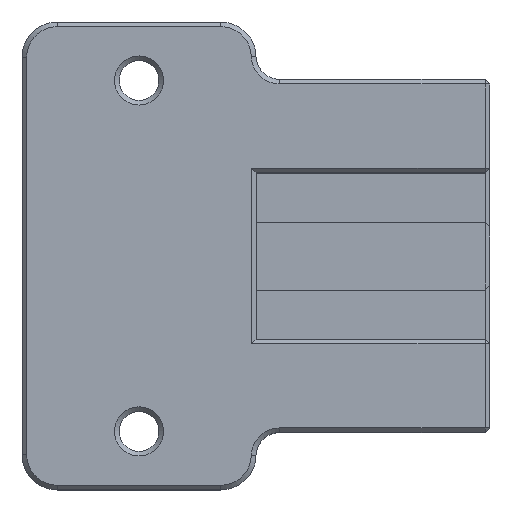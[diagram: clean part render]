
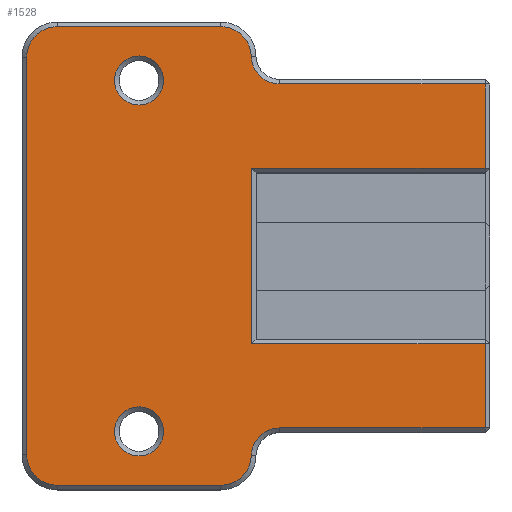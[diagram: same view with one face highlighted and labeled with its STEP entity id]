
A CAD part, top view. The second image highlights one B-rep face of the part: STEP entity #1528.
In plain terms, the highlighted planar face has unit normal (0, 0, 1).
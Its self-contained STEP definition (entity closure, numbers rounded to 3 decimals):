
#29=FACE_BOUND('',#191,.T.);
#30=FACE_BOUND('',#192,.T.);
#33=PLANE('',#1639);
#95=FACE_OUTER_BOUND('',#190,.T.);
#190=EDGE_LOOP('',(#1055,#1056,#1057,#1058,#1059,#1060,#1061,#1062,#1063,
#1064,#1065,#1066,#1067,#1068,#1069,#1070));
#191=EDGE_LOOP('',(#1071));
#192=EDGE_LOOP('',(#1072));
#289=LINE('',#2250,#468);
#290=LINE('',#2252,#469);
#291=LINE('',#2254,#470);
#292=LINE('',#2260,#471);
#293=LINE('',#2264,#472);
#294=LINE('',#2268,#473);
#295=LINE('',#2274,#474);
#296=LINE('',#2276,#475);
#297=LINE('',#2278,#476);
#298=LINE('',#2279,#477);
#468=VECTOR('',#1788,10.);
#469=VECTOR('',#1789,10.);
#470=VECTOR('',#1790,10.);
#471=VECTOR('',#1795,10.);
#472=VECTOR('',#1798,10.);
#473=VECTOR('',#1801,10.);
#474=VECTOR('',#1806,10.);
#475=VECTOR('',#1807,10.);
#476=VECTOR('',#1808,10.);
#477=VECTOR('',#1809,10.);
#646=CIRCLE('',#1637,2.1);
#648=CIRCLE('',#1640,2.4);
#649=CIRCLE('',#1641,2.6);
#650=CIRCLE('',#1642,2.6);
#651=CIRCLE('',#1643,2.6);
#652=CIRCLE('',#1644,2.6);
#653=CIRCLE('',#1645,2.4);
#654=CIRCLE('',#1646,2.1);
#692=VERTEX_POINT('',#2242);
#694=VERTEX_POINT('',#2248);
#695=VERTEX_POINT('',#2249);
#696=VERTEX_POINT('',#2251);
#697=VERTEX_POINT('',#2253);
#698=VERTEX_POINT('',#2255);
#699=VERTEX_POINT('',#2257);
#700=VERTEX_POINT('',#2259);
#701=VERTEX_POINT('',#2261);
#702=VERTEX_POINT('',#2263);
#703=VERTEX_POINT('',#2265);
#704=VERTEX_POINT('',#2267);
#705=VERTEX_POINT('',#2269);
#706=VERTEX_POINT('',#2271);
#707=VERTEX_POINT('',#2273);
#708=VERTEX_POINT('',#2275);
#709=VERTEX_POINT('',#2277);
#710=VERTEX_POINT('',#2280);
#824=EDGE_CURVE('',#692,#692,#646,.T.);
#827=EDGE_CURVE('',#694,#695,#289,.T.);
#828=EDGE_CURVE('',#696,#694,#290,.T.);
#829=EDGE_CURVE('',#697,#696,#291,.T.);
#830=EDGE_CURVE('',#698,#697,#648,.T.);
#831=EDGE_CURVE('',#699,#698,#649,.T.);
#832=EDGE_CURVE('',#700,#699,#292,.T.);
#833=EDGE_CURVE('',#701,#700,#650,.T.);
#834=EDGE_CURVE('',#702,#701,#293,.T.);
#835=EDGE_CURVE('',#703,#702,#651,.T.);
#836=EDGE_CURVE('',#704,#703,#294,.T.);
#837=EDGE_CURVE('',#705,#704,#652,.T.);
#838=EDGE_CURVE('',#706,#705,#653,.T.);
#839=EDGE_CURVE('',#707,#706,#295,.T.);
#840=EDGE_CURVE('',#708,#707,#296,.T.);
#841=EDGE_CURVE('',#709,#708,#297,.T.);
#842=EDGE_CURVE('',#695,#709,#298,.T.);
#843=EDGE_CURVE('',#710,#710,#654,.T.);
#1055=ORIENTED_EDGE('',*,*,#827,.F.);
#1056=ORIENTED_EDGE('',*,*,#828,.F.);
#1057=ORIENTED_EDGE('',*,*,#829,.F.);
#1058=ORIENTED_EDGE('',*,*,#830,.F.);
#1059=ORIENTED_EDGE('',*,*,#831,.F.);
#1060=ORIENTED_EDGE('',*,*,#832,.F.);
#1061=ORIENTED_EDGE('',*,*,#833,.F.);
#1062=ORIENTED_EDGE('',*,*,#834,.F.);
#1063=ORIENTED_EDGE('',*,*,#835,.F.);
#1064=ORIENTED_EDGE('',*,*,#836,.F.);
#1065=ORIENTED_EDGE('',*,*,#837,.F.);
#1066=ORIENTED_EDGE('',*,*,#838,.F.);
#1067=ORIENTED_EDGE('',*,*,#839,.F.);
#1068=ORIENTED_EDGE('',*,*,#840,.F.);
#1069=ORIENTED_EDGE('',*,*,#841,.F.);
#1070=ORIENTED_EDGE('',*,*,#842,.F.);
#1071=ORIENTED_EDGE('',*,*,#843,.F.);
#1072=ORIENTED_EDGE('',*,*,#824,.F.);
#1528=ADVANCED_FACE('',(#95,#29,#30),#33,.T.);
#1637=AXIS2_PLACEMENT_3D('',#2243,#1781,#1782);
#1639=AXIS2_PLACEMENT_3D('',#2247,#1786,#1787);
#1640=AXIS2_PLACEMENT_3D('',#2256,#1791,#1792);
#1641=AXIS2_PLACEMENT_3D('',#2258,#1793,#1794);
#1642=AXIS2_PLACEMENT_3D('',#2262,#1796,#1797);
#1643=AXIS2_PLACEMENT_3D('',#2266,#1799,#1800);
#1644=AXIS2_PLACEMENT_3D('',#2270,#1802,#1803);
#1645=AXIS2_PLACEMENT_3D('',#2272,#1804,#1805);
#1646=AXIS2_PLACEMENT_3D('',#2281,#1810,#1811);
#1781=DIRECTION('center_axis',(0.,0.,
1.));
#1782=DIRECTION('ref_axis',(1.,0.,0.));
#1786=DIRECTION('center_axis',(0.,0.,
1.));
#1787=DIRECTION('ref_axis',(0.,-1.,0.));
#1788=DIRECTION('',(-1.,0.,0.));
#1789=DIRECTION('',(0.,-1.,0.));
#1790=DIRECTION('',(1.,0.,0.));
#1791=DIRECTION('center_axis',(0.,0.,
1.));
#1792=DIRECTION('ref_axis',(0.,-1.,0.));
#1793=DIRECTION('center_axis',(0.,0.,
-1.));
#1794=DIRECTION('ref_axis',(0.707,0.707,0.));
#1795=DIRECTION('',(1.,0.,0.));
#1796=DIRECTION('center_axis',(0.,0.,
-1.));
#1797=DIRECTION('ref_axis',(-0.707,0.707,0.));
#1798=DIRECTION('',(0.,1.,0.));
#1799=DIRECTION('center_axis',(0.,0.,
-1.));
#1800=DIRECTION('ref_axis',(-0.707,-0.707,0.));
#1801=DIRECTION('',(-1.,0.,0.));
#1802=DIRECTION('center_axis',(0.,0.,
-1.));
#1803=DIRECTION('ref_axis',(0.707,-0.707,0.));
#1804=DIRECTION('center_axis',(0.,0.,
1.));
#1805=DIRECTION('ref_axis',(0.,1.,0.));
#1806=DIRECTION('',(-1.,0.,0.));
#1807=DIRECTION('',(0.,-1.,0.));
#1808=DIRECTION('',(1.,0.,0.));
#1809=DIRECTION('',(0.,-1.,0.));
#1810=DIRECTION('center_axis',(0.,0.,
1.));
#1811=DIRECTION('ref_axis',(1.,0.,0.));
#2242=CARTESIAN_POINT('',(-247.1,15.,-232.1));
#2243=CARTESIAN_POINT('Origin',(-245.,15.,-232.1));
#2247=CARTESIAN_POINT('Origin',(-235.,-7.1,-232.1));
#2248=CARTESIAN_POINT('',(-215.4,7.5,-232.1));
#2249=CARTESIAN_POINT('',(-235.4,7.5,-232.1));
#2250=CARTESIAN_POINT('',(-235.,7.5,-232.1));
#2251=CARTESIAN_POINT('',(-215.4,14.7,-232.1));
#2252=CARTESIAN_POINT('',(-215.4,-3.55,-232.1));
#2253=CARTESIAN_POINT('',(-233.001,14.7,-232.1));
#2254=CARTESIAN_POINT('',(-235.,14.7,-232.1));
#2255=CARTESIAN_POINT('',(-235.401,17.052,-232.1));
#2256=CARTESIAN_POINT('Origin',(-233.001,17.1,-232.1));
#2257=CARTESIAN_POINT('',(-238.,19.6,-232.1));
#2258=CARTESIAN_POINT('Origin',(-238.,17.,-232.1));
#2259=CARTESIAN_POINT('',(-252.,19.6,-232.1));
#2260=CARTESIAN_POINT('',(-235.,19.6,-232.1));
#2261=CARTESIAN_POINT('',(-254.6,17.,-232.1));
#2262=CARTESIAN_POINT('Origin',(-252.,17.,-232.1));
#2263=CARTESIAN_POINT('',(-254.6,-17.,-232.1));
#2264=CARTESIAN_POINT('',(-254.6,-3.55,-232.1));
#2265=CARTESIAN_POINT('',(-252.,-19.6,-232.1));
#2266=CARTESIAN_POINT('Origin',(-252.,-17.,-232.1));
#2267=CARTESIAN_POINT('',(-238.,-19.6,-232.1));
#2268=CARTESIAN_POINT('',(-235.,-19.6,-232.1));
#2269=CARTESIAN_POINT('',(-235.401,-17.052,-232.1));
#2270=CARTESIAN_POINT('Origin',(-238.,-17.,-232.1));
#2271=CARTESIAN_POINT('',(-233.001,-14.7,-232.1));
#2272=CARTESIAN_POINT('Origin',(-233.001,-17.1,-232.1));
#2273=CARTESIAN_POINT('',(-215.4,-14.7,-232.1));
#2274=CARTESIAN_POINT('',(-235.,-14.7,-232.1));
#2275=CARTESIAN_POINT('',(-215.4,-7.5,-232.1));
#2276=CARTESIAN_POINT('',(-215.4,-3.55,-232.1));
#2277=CARTESIAN_POINT('',(-235.4,-7.5,-232.1));
#2278=CARTESIAN_POINT('',(-235.,-7.5,-232.1));
#2279=CARTESIAN_POINT('',(-235.4,-3.55,-232.1));
#2280=CARTESIAN_POINT('',(-247.1,-15.,-232.1));
#2281=CARTESIAN_POINT('Origin',(-245.,-15.,-232.1));
